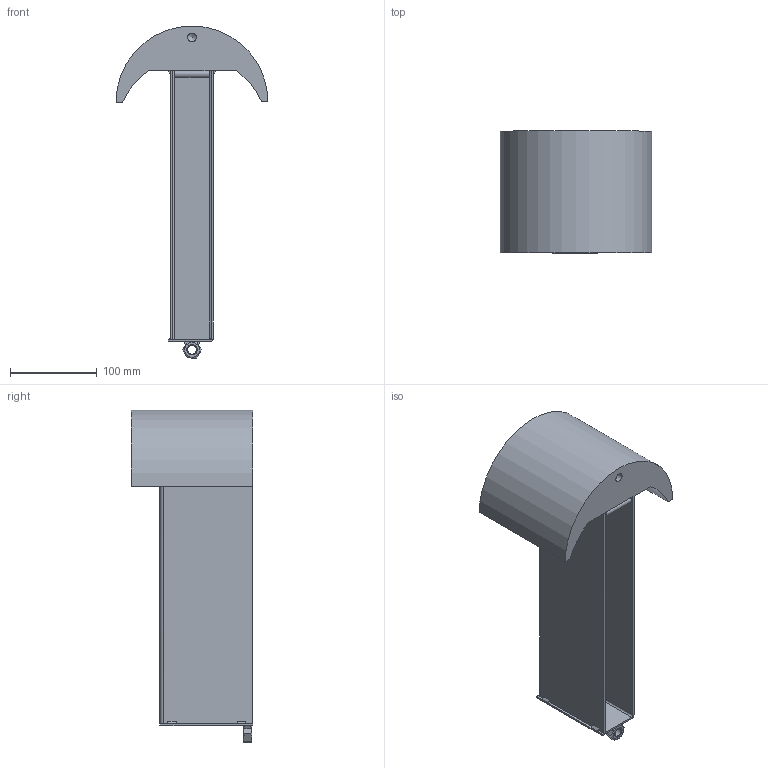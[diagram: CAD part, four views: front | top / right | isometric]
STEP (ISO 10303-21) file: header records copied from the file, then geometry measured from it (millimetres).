
FILE_DESCRIPTION(/* description */ (''),/* implementation_level */ '2;1');
FILE_NAME(/* name */ 'SF 700 B-B Beam-Beam unit.stp',/* time_stamp */ '2016-06-22T09:10:07+02:00',/* author */ ('OEM'),/* organization */ (''),/* preprocessor_version */ 'ST-DEVELOPER v15.2',/* originating_system */ 'Autodesk Inventor 2014',/* authorisation */ '');
FILE_SCHEMA (('CONFIG_CONTROL_DESIGN'));
Length unit declared in the file: millimetre
Products named in the file (6): SF 700 B-B Beam-Beam unit_Welds; SF 700-1 U-channel; B 700-2-B-B Half round steel; Nut M12 DIN 934 - M12 x 1,75; SF 700-7 Round bar; SF 700 B-B Beam-Beam unit
Bounding box: 175 x 140 x 382.33 mm (x, y, z)
Volume: 1149359.4 mm3; surface area: 263824.9 mm2
Topology: 12 solids, 12 shells, 107 faces, 214 edges, 131 vertices
Faces by surface type: plane 81, cylinder 15, cone 7, bspline 4
Full cylindrical faces by diameter (mm): 8 x1, 10.1 x1, 10.106 x1, 17.3 x2
Entity records: 13768 total; most frequent: CARTESIAN_POINT 11563, DIRECTION 436, ORIENTED_EDGE 396, EDGE_CURVE 198, AXIS2_PLACEMENT_3D 150, LINE 136, VECTOR 136, VERTEX_POINT 127
